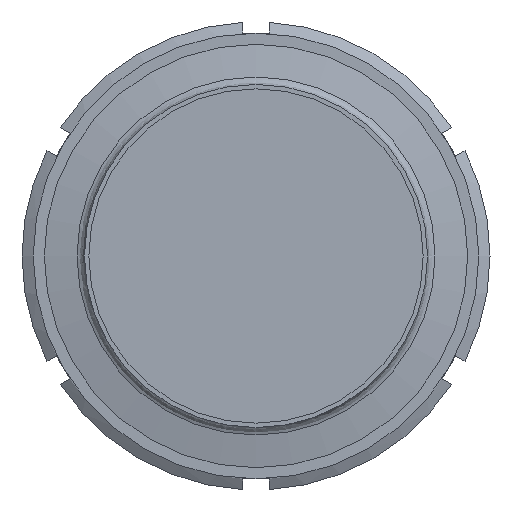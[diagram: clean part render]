
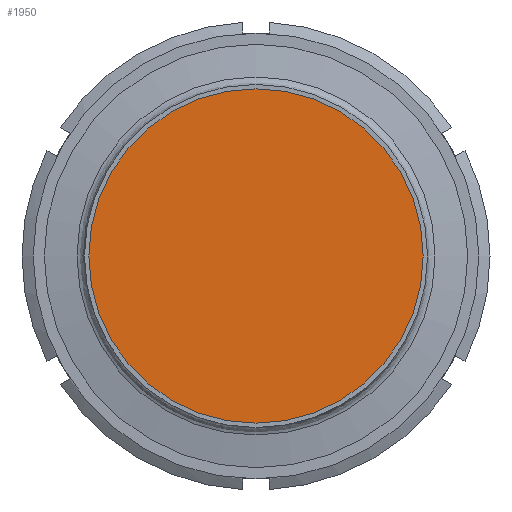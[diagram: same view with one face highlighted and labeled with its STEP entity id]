
A CAD part, left-side view. The second image highlights one B-rep face of the part: STEP entity #1950.
In plain terms, the highlighted planar face has unit normal (-1, 0, 0).
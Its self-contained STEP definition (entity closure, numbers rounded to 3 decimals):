
#1934=CARTESIAN_POINT('',(32.5,43.75,0.));
#1935=DIRECTION('',(-1.0,0.,0.));
#1936=DIRECTION('',(0.0,0.0,-1.0));
#1937=AXIS2_PLACEMENT_3D('',#1934,#1935,#1936);
#1938=PLANE('',#1937);
#1939=CARTESIAN_POINT('',(32.5,87.5,0.));
#1940=VERTEX_POINT('',#1939);
#1941=CARTESIAN_POINT('',(32.5,0.,0.));
#1942=DIRECTION('',(1.0,0.,0.));
#1943=DIRECTION('',(0.,1.0,0.));
#1944=AXIS2_PLACEMENT_3D('',#1941,#1942,#1943);
#1945=CIRCLE('',#1944,87.5);
#1946=EDGE_CURVE('',#1940,#1940,#1945,.T.);
#1947=ORIENTED_EDGE('',*,*,#1946,.F.);
#1948=EDGE_LOOP('',(#1947));
#1949=FACE_OUTER_BOUND('',#1948,.T.);
#1950=ADVANCED_FACE('',(#1949),#1938,.T.);
